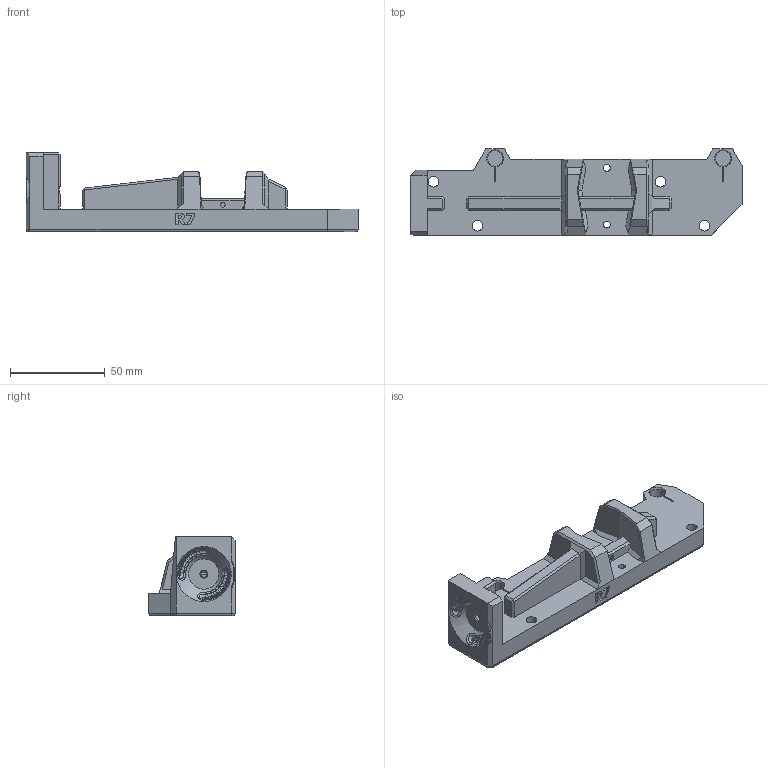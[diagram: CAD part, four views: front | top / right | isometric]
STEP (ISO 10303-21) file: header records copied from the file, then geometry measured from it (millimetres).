
FILE_DESCRIPTION(/* description */ (''),/* implementation_level */ '2;1');
FILE_NAME(/* name */ 'MINI-y-plate-front.stp',/* time_stamp */ '2020-12-07T17:16:35+01:00',/* author */ ('Robert Turinsky'),/* organization */ (''),/* preprocessor_version */ 'ST-DEVELOPER v18.1',/* originating_system */ 'Autodesk Inventor 2021',/* authorisation */ '');
FILE_SCHEMA (('AUTOMOTIVE_DESIGN { 1 0 10303 214 3 1 1 }'));
Length unit declared in the file: millimetre
Products named in the file (1): MINI-y-plate-front
Bounding box: 175.53 x 45.5 x 41.95 mm (x, y, z)
Volume: 103472.8 mm3; surface area: 57295.8 mm2
Topology: 1 solids, 16 shells, 673 faces, 1641 edges, 1031 vertices
Faces by surface type: plane 451, bspline 116, sphere 38, cone 35, cylinder 21, torus 12
Full cylindrical faces by diameter (mm): 2.5 x1, 3.4 x1, 3.6 x2, 5.6 x4, 6 x2, 7.15 x4, 7.35 x4
Entity records: 21886 total; most frequent: CARTESIAN_POINT 6720, ORIENTED_EDGE 3282, DIRECTION 2745, EDGE_CURVE 1641, LINE 1173, VECTOR 1173, VERTEX_POINT 1031, AXIS2_PLACEMENT_3D 786
